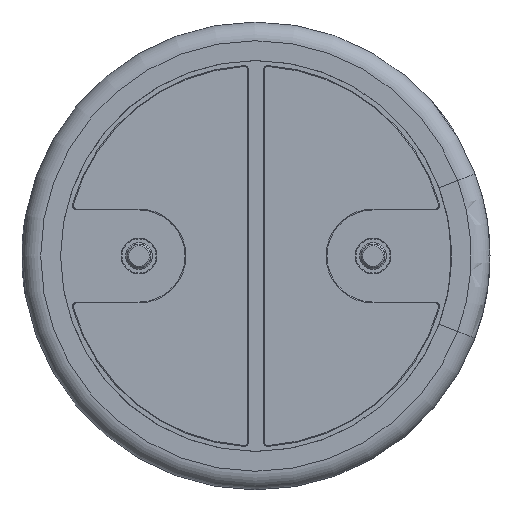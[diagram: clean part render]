
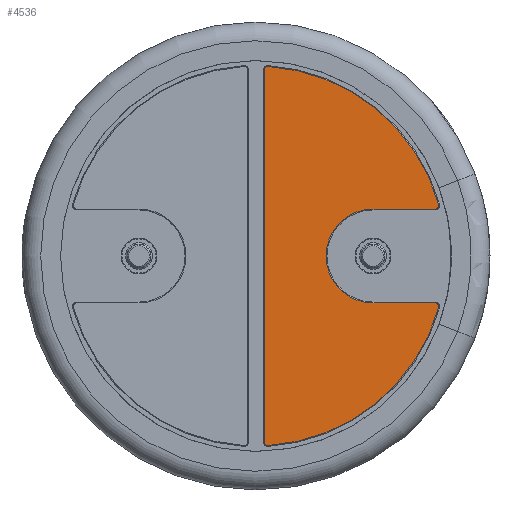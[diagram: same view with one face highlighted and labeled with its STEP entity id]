
A CAD part, front view. The second image highlights one B-rep face of the part: STEP entity #4536.
In plain terms, the highlighted planar face has unit normal (0, -1, 0).
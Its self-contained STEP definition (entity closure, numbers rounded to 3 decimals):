
#20=PLANE('',#4887);
#217=LINE('',#9207,#396);
#219=LINE('',#9231,#398);
#221=LINE('',#9243,#400);
#396=VECTOR('',#5582,10.);
#398=VECTOR('',#5612,10.);
#400=VECTOR('',#5626,10.);
#659=FACE_OUTER_BOUND('',#884,.T.);
#884=EDGE_LOOP('',(#3762,#3763,#3764,#3765,#3766,#3767,#3768,#3769,#3770,
#3771));
#1105=CIRCLE('',#4852,0.082);
#1108=CIRCLE('',#4857,0.082);
#1111=CIRCLE('',#4861,4.057);
#1114=CIRCLE('',#4865,0.082);
#1118=CIRCLE('',#4871,1.001);
#1122=CIRCLE('',#4877,0.082);
#1124=CIRCLE('',#4880,4.057);
#1966=VERTEX_POINT('',#9195);
#1969=VERTEX_POINT('',#9200);
#1971=VERTEX_POINT('',#9205);
#1973=VERTEX_POINT('',#9211);
#1975=VERTEX_POINT('',#9217);
#1977=VERTEX_POINT('',#9223);
#1979=VERTEX_POINT('',#9229);
#1981=VERTEX_POINT('',#9235);
#1983=VERTEX_POINT('',#9241);
#1985=VERTEX_POINT('',#9247);
#2577=EDGE_CURVE('',#1969,#1966,#1105,.T.);
#2579=EDGE_CURVE('',#1971,#1969,#217,.T.);
#2582=EDGE_CURVE('',#1973,#1971,#1108,.T.);
#2585=EDGE_CURVE('',#1975,#1973,#1111,.T.);
#2588=EDGE_CURVE('',#1977,#1975,#1114,.T.);
#2591=EDGE_CURVE('',#1979,#1977,#219,.T.);
#2594=EDGE_CURVE('',#1981,#1979,#1118,.T.);
#2597=EDGE_CURVE('',#1983,#1981,#221,.T.);
#2600=EDGE_CURVE('',#1985,#1983,#1122,.T.);
#2602=EDGE_CURVE('',#1966,#1985,#1124,.T.);
#3762=ORIENTED_EDGE('',*,*,#2577,.F.);
#3763=ORIENTED_EDGE('',*,*,#2579,.F.);
#3764=ORIENTED_EDGE('',*,*,#2582,.F.);
#3765=ORIENTED_EDGE('',*,*,#2585,.F.);
#3766=ORIENTED_EDGE('',*,*,#2588,.F.);
#3767=ORIENTED_EDGE('',*,*,#2591,.F.);
#3768=ORIENTED_EDGE('',*,*,#2594,.F.);
#3769=ORIENTED_EDGE('',*,*,#2597,.F.);
#3770=ORIENTED_EDGE('',*,*,#2600,.F.);
#3771=ORIENTED_EDGE('',*,*,#2602,.F.);
#4536=ADVANCED_FACE('',(#659),#20,.F.);
#4852=AXIS2_PLACEMENT_3D('',#9202,#5576,#5577);
#4857=AXIS2_PLACEMENT_3D('',#9213,#5588,#5589);
#4861=AXIS2_PLACEMENT_3D('',#9219,#5596,#5597);
#4865=AXIS2_PLACEMENT_3D('',#9225,#5604,#5605);
#4871=AXIS2_PLACEMENT_3D('',#9237,#5618,#5619);
#4877=AXIS2_PLACEMENT_3D('',#9249,#5632,#5633);
#4880=AXIS2_PLACEMENT_3D('',#9252,#5638,#5639);
#4887=AXIS2_PLACEMENT_3D('',#9265,#5658,#5659);
#5576=DIRECTION('center_axis',(0.,1.,0.));
#5577=DIRECTION('ref_axis',(-0.684,0.,0.729));
#5582=DIRECTION('',(0.,0.,1.));
#5588=DIRECTION('center_axis',(0.,1.,0.));
#5589=DIRECTION('ref_axis',(-0.684,0.,-0.729));
#5596=DIRECTION('center_axis',(0.,1.,0.));
#5597=DIRECTION('ref_axis',(0.628,0.,-0.778));
#5604=DIRECTION('center_axis',(0.,1.,0.));
#5605=DIRECTION('ref_axis',(0.798,0.,0.603));
#5612=DIRECTION('',(1.,0.,0.));
#5618=DIRECTION('center_axis',(0.,-1.,0.));
#5619=DIRECTION('ref_axis',(-1.,0.,0.));
#5626=DIRECTION('',(-1.,0.,0.));
#5632=DIRECTION('center_axis',(0.,1.,0.));
#5633=DIRECTION('ref_axis',(0.798,0.,-0.603));
#5638=DIRECTION('center_axis',(0.,1.,0.));
#5639=DIRECTION('ref_axis',(0.628,0.,0.778));
#5658=DIRECTION('center_axis',(0.,1.,0.));
#5659=DIRECTION('ref_axis',(0.,0.,1.));
#9195=CARTESIAN_POINT('',(0.26,-0.09,4.049));
#9200=CARTESIAN_POINT('',(0.173,-0.09,3.967));
#9202=CARTESIAN_POINT('Origin',(0.255,-0.09,3.967));
#9205=CARTESIAN_POINT('',(0.173,-0.09,-3.967));
#9207=CARTESIAN_POINT('',(0.173,-0.09,1.983));
#9211=CARTESIAN_POINT('',(0.26,-0.09,-4.049));
#9213=CARTESIAN_POINT('Origin',(0.255,-0.09,-3.967));
#9217=CARTESIAN_POINT('',(3.903,-0.09,-1.106));
#9219=CARTESIAN_POINT('Origin',(0.,-0.09,0.));
#9223=CARTESIAN_POINT('',(3.825,-0.09,-1.001));
#9225=CARTESIAN_POINT('Origin',(3.825,-0.09,-1.083));
#9229=CARTESIAN_POINT('',(2.5,-0.09,-1.001));
#9231=CARTESIAN_POINT('',(2.932,-0.09,-1.001));
#9235=CARTESIAN_POINT('',(2.5,-0.09,1.001));
#9237=CARTESIAN_POINT('Origin',(2.5,-0.09,0.));
#9241=CARTESIAN_POINT('',(3.825,-0.09,1.001));
#9243=CARTESIAN_POINT('',(2.27,-0.09,1.001));
#9247=CARTESIAN_POINT('',(3.903,-0.09,1.106));
#9249=CARTESIAN_POINT('Origin',(3.825,-0.09,1.083));
#9252=CARTESIAN_POINT('Origin',(0.,-0.09,0.));
#9265=CARTESIAN_POINT('Origin',(2.04,-0.09,0.));
